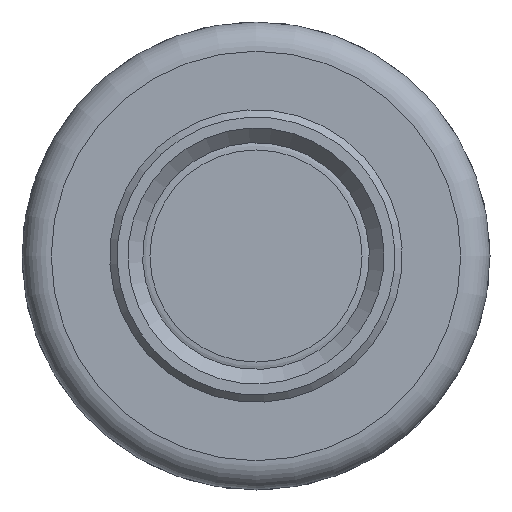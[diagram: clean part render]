
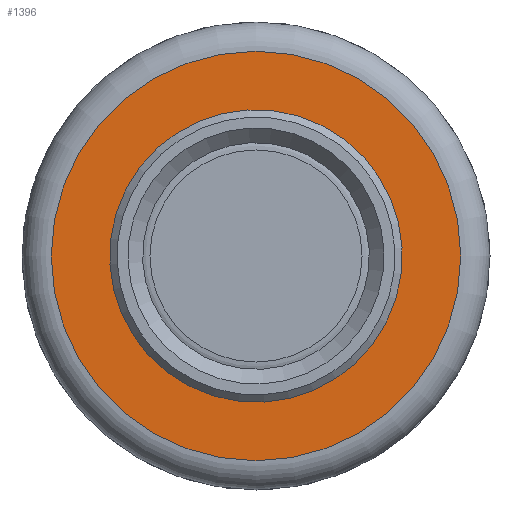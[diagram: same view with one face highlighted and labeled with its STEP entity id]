
A CAD part, front view. The second image highlights one B-rep face of the part: STEP entity #1396.
In plain terms, the highlighted planar face has unit normal (0, -1, 0).
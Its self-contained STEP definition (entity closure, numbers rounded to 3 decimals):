
#100=PLANE('',#1542);
#203=FACE_BOUND('',#430,.T.);
#300=FACE_OUTER_BOUND('',#429,.T.);
#429=EDGE_LOOP('',(#1066));
#430=EDGE_LOOP('',(#1067));
#632=CIRCLE('',#1522,14.);
#634=CIRCLE('',#1525,9.);
#757=VERTEX_POINT('',#2288);
#759=VERTEX_POINT('',#2293);
#894=EDGE_CURVE('',#757,#757,#632,.T.);
#896=EDGE_CURVE('',#759,#759,#634,.T.);
#1066=ORIENTED_EDGE('',*,*,#894,.T.);
#1067=ORIENTED_EDGE('',*,*,#896,.T.);
#1396=ADVANCED_FACE('',(#300,#203),#100,.T.);
#1522=AXIS2_PLACEMENT_3D('',#2289,#1770,#1771);
#1525=AXIS2_PLACEMENT_3D('',#2294,#1776,#1777);
#1542=AXIS2_PLACEMENT_3D('',#2321,#1810,#1811);
#1770=DIRECTION('center_axis',(0.,-1.,0.));
#1771=DIRECTION('ref_axis',(0.,0.,-1.));
#1776=DIRECTION('center_axis',(0.,1.,0.));
#1777=DIRECTION('ref_axis',(0.,0.,-1.));
#1810=DIRECTION('center_axis',(0.,-1.,0.));
#1811=DIRECTION('ref_axis',(0.,0.,-1.));
#2288=CARTESIAN_POINT('',(0.,-38.883,-14.));
#2289=CARTESIAN_POINT('Origin',(0.,-38.883,0.));
#2293=CARTESIAN_POINT('',(0.,-38.883,-9.));
#2294=CARTESIAN_POINT('Origin',(0.,-38.883,0.));
#2321=CARTESIAN_POINT('Origin',(16.,-38.883,0.));
